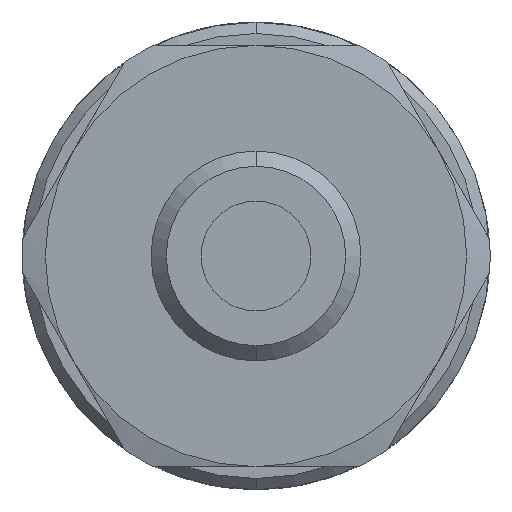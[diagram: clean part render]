
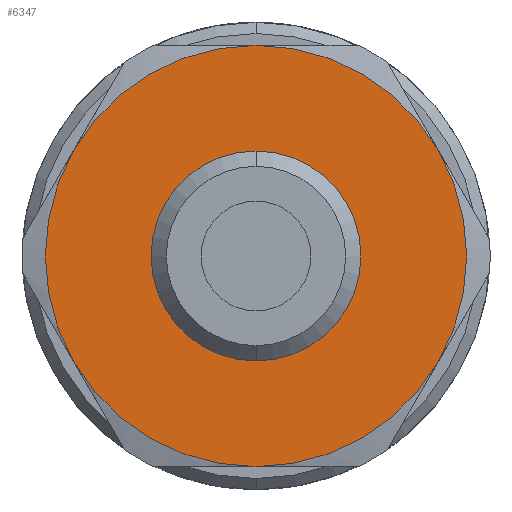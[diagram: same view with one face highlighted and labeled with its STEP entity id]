
A CAD part, left-side view. The second image highlights one B-rep face of the part: STEP entity #6347.
In plain terms, the highlighted planar face has unit normal (-1, 0, 0).
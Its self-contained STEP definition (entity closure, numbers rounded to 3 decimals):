
#74 = CIRCLE ( 'NONE', #5109, 14.288 ) ;
#174 = DIRECTION ( 'NONE',  ( 1., 0., 0. ) ) ;
#203 = VERTEX_POINT ( 'NONE', #5158 ) ;
#242 = EDGE_CURVE ( 'NONE', #1877, #9022, #74, .T. ) ;
#384 = ORIENTED_EDGE ( 'NONE', *, *, #4060, .F. ) ;
#983 = CIRCLE ( 'NONE', #7800, 14.288 ) ;
#1115 = VERTEX_POINT ( 'NONE', #8654 ) ;
#1159 = AXIS2_PLACEMENT_3D ( 'NONE', #8863, #1496, #8931 ) ;
#1176 = CARTESIAN_POINT ( 'NONE',  ( 10.668, 234.734, 6.896 ) ) ;
#1332 = EDGE_CURVE ( 'NONE', #2931, #1877, #983, .T. ) ;
#1390 = AXIS2_PLACEMENT_3D ( 'NONE', #2636, #174, #9257 ) ;
#1450 = AXIS2_PLACEMENT_3D ( 'NONE', #1800, #3476, #9266 ) ;
#1496 = DIRECTION ( 'NONE',  ( 1., 0., 0. ) ) ;
#1663 = ORIENTED_EDGE ( 'NONE', *, *, #7884, .F. ) ;
#1709 = CARTESIAN_POINT ( 'NONE',  ( 10.668, 234.734, 0. ) ) ;
#1800 = CARTESIAN_POINT ( 'NONE',  ( 10.668, 234.734, 0. ) ) ;
#1877 = VERTEX_POINT ( 'NONE', #10193 ) ;
#1879 = DIRECTION ( 'NONE',  ( 0., 0., -1. ) ) ;
#1895 = CARTESIAN_POINT ( 'NONE',  ( 10.668, 234.734, 0. ) ) ;
#2566 = VERTEX_POINT ( 'NONE', #2834 ) ;
#2636 = CARTESIAN_POINT ( 'NONE',  ( 10.668, 0., 0. ) ) ;
#2730 = CIRCLE ( 'NONE', #6946, 6.896 ) ;
#2768 = AXIS2_PLACEMENT_3D ( 'NONE', #5773, #3285, #9067 ) ;
#2833 = DIRECTION ( 'NONE',  ( 1., 0., 0. ) ) ;
#2834 = CARTESIAN_POINT ( 'NONE',  ( 10.668, 234.734, -14.288 ) ) ;
#2851 = DIRECTION ( 'NONE',  ( 1., 0., 0. ) ) ;
#2871 = DIRECTION ( 'NONE',  ( 0., 0., -1. ) ) ;
#2931 = VERTEX_POINT ( 'NONE', #8298 ) ;
#3285 = DIRECTION ( 'NONE',  ( 1., 0., 0. ) ) ;
#3350 = DIRECTION ( 'NONE',  ( 1., 0., 0. ) ) ;
#3476 = DIRECTION ( 'NONE',  ( 1., 0., 0. ) ) ;
#3530 = CIRCLE ( 'NONE', #1159, 14.288 ) ;
#3915 = EDGE_CURVE ( 'NONE', #203, #2931, #8698, .T. ) ;
#4060 = EDGE_CURVE ( 'NONE', #2566, #203, #3530, .T. ) ;
#4184 = DIRECTION ( 'NONE',  ( 0., 0., -1. ) ) ;
#4232 = ORIENTED_EDGE ( 'NONE', *, *, #9617, .T. ) ;
#4341 = EDGE_CURVE ( 'NONE', #6304, #5066, #6753, .T. ) ;
#4765 = ORIENTED_EDGE ( 'NONE', *, *, #5319, .F. ) ;
#5066 = VERTEX_POINT ( 'NONE', #1176 ) ;
#5109 = AXIS2_PLACEMENT_3D ( 'NONE', #1895, #7670, #2871 ) ;
#5120 = DIRECTION ( 'NONE',  ( 1., 0., 0. ) ) ;
#5158 = CARTESIAN_POINT ( 'NONE',  ( 10.668, 247.107, -7.144 ) ) ;
#5319 = EDGE_CURVE ( 'NONE', #9022, #1115, #8819, .T. ) ;
#5744 = CARTESIAN_POINT ( 'NONE',  ( 10.668, 222.361, 7.144 ) ) ;
#5773 = CARTESIAN_POINT ( 'NONE',  ( 10.668, 234.734, 0. ) ) ;
#5908 = ORIENTED_EDGE ( 'NONE', *, *, #4341, .T. ) ;
#6096 = DIRECTION ( 'NONE',  ( 0., 0., -1. ) ) ;
#6129 = ORIENTED_EDGE ( 'NONE', *, *, #242, .F. ) ;
#6196 = AXIS2_PLACEMENT_3D ( 'NONE', #6967, #2833, #6096 ) ;
#6304 = VERTEX_POINT ( 'NONE', #9149 ) ;
#6347 = ADVANCED_FACE ( 'NONE', ( #9720, #7517 ), #10035, .F. ) ;
#6753 = CIRCLE ( 'NONE', #1450, 6.896 ) ;
#6946 = AXIS2_PLACEMENT_3D ( 'NONE', #6953, #2851, #8651 ) ;
#6953 = CARTESIAN_POINT ( 'NONE',  ( 10.668, 234.734, 0. ) ) ;
#6967 = CARTESIAN_POINT ( 'NONE',  ( 10.668, 234.734, 0. ) ) ;
#7517 = FACE_BOUND ( 'NONE', #9550, .T. ) ;
#7670 = DIRECTION ( 'NONE',  ( 1., 0., 0. ) ) ;
#7800 = AXIS2_PLACEMENT_3D ( 'NONE', #9109, #5120, #4184 ) ;
#7884 = EDGE_CURVE ( 'NONE', #1115, #2566, #8956, .T. ) ;
#8081 = ORIENTED_EDGE ( 'NONE', *, *, #3915, .F. ) ;
#8298 = CARTESIAN_POINT ( 'NONE',  ( 10.668, 247.107, 7.144 ) ) ;
#8651 = DIRECTION ( 'NONE',  ( 0., 0., -1. ) ) ;
#8654 = CARTESIAN_POINT ( 'NONE',  ( 10.668, 222.361, -7.144 ) ) ;
#8698 = CIRCLE ( 'NONE', #6196, 14.288 ) ;
#8819 = CIRCLE ( 'NONE', #2768, 14.288 ) ;
#8863 = CARTESIAN_POINT ( 'NONE',  ( 10.668, 234.734, 0. ) ) ;
#8931 = DIRECTION ( 'NONE',  ( 0., 0., -1. ) ) ;
#8938 = EDGE_LOOP ( 'NONE', ( #384, #1663, #4765, #6129, #8986, #8081 ) ) ;
#8956 = CIRCLE ( 'NONE', #9298, 14.288 ) ;
#8986 = ORIENTED_EDGE ( 'NONE', *, *, #1332, .F. ) ;
#9022 = VERTEX_POINT ( 'NONE', #5744 ) ;
#9067 = DIRECTION ( 'NONE',  ( 0., 0., -1. ) ) ;
#9109 = CARTESIAN_POINT ( 'NONE',  ( 10.668, 234.734, 0. ) ) ;
#9149 = CARTESIAN_POINT ( 'NONE',  ( 10.668, 234.734, -6.896 ) ) ;
#9257 = DIRECTION ( 'NONE',  ( 0., 0., -1. ) ) ;
#9266 = DIRECTION ( 'NONE',  ( 0., 0., -1. ) ) ;
#9298 = AXIS2_PLACEMENT_3D ( 'NONE', #1709, #3350, #1879 ) ;
#9550 = EDGE_LOOP ( 'NONE', ( #5908, #4232 ) ) ;
#9617 = EDGE_CURVE ( 'NONE', #5066, #6304, #2730, .T. ) ;
#9720 = FACE_OUTER_BOUND ( 'NONE', #8938, .T. ) ;
#10035 = PLANE ( 'NONE',  #1390 ) ;
#10193 = CARTESIAN_POINT ( 'NONE',  ( 10.668, 234.734, 14.287 ) ) ;
